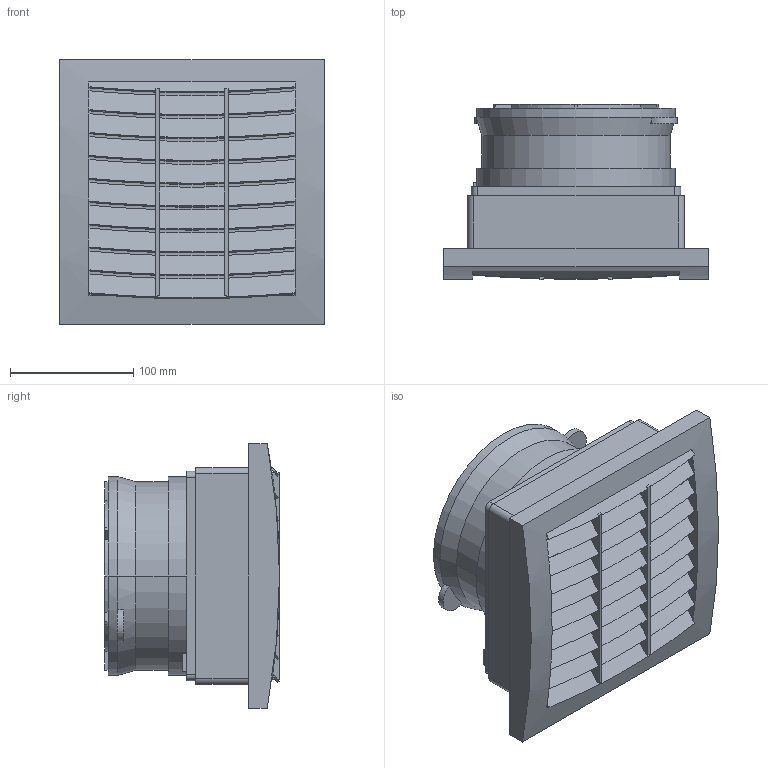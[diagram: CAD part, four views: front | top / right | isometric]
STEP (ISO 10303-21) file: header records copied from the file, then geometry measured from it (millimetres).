
FILE_DESCRIPTION(('starvars output'),'2;1');
FILE_NAME('cv20190802170048000101225.stp','17:00:49 2019/08/02',( 'Thomas Industrial Network Germany GmbH'),( 'Thomas Industrial Network Germany GmbH'),'unknown preprocess','ACIS' ,'unknown authorization');
FILE_SCHEMA(('AUTOMOTIVE_DESIGN_CC2 {UNKNOWN IMPLEMENTATION LEVEL}'));
Length unit declared in the file: millimetre
Products named in the file (1): PRODUCT_ID_1
Bounding box: 215 x 142 x 215 mm (x, y, z)
Volume: 1578585.8 mm3; surface area: 428241.9 mm2
Topology: 1 solids, 1 shells, 800 faces, 2408 edges, 1568 vertices
Faces by surface type: plane 442, cylinder 356, cone 2
Entity records: 27234 total; most frequent: ORIENTED_EDGE 4816, CARTESIAN_POINT 3311, EDGE_CURVE 2408, DIRECTION 2306, VERTEX_POINT 1568, VECTOR 1124, LINE 1124, EDGE_LOOP 1050
